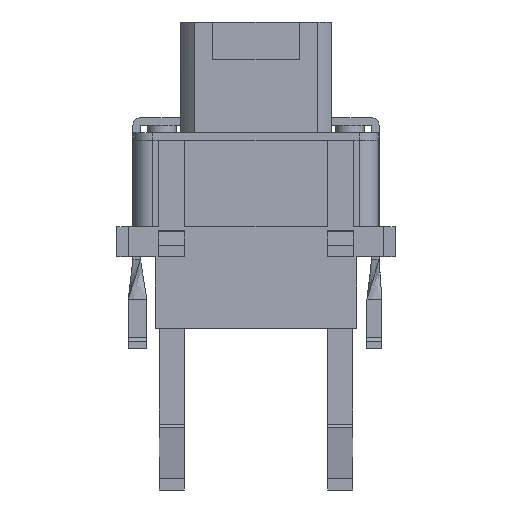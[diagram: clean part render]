
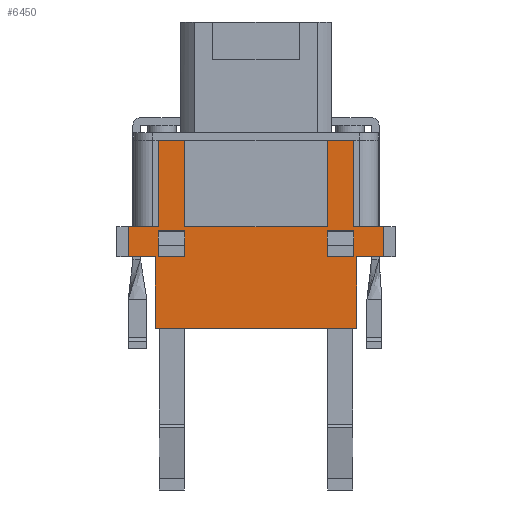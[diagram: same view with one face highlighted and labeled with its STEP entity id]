
A CAD part, front view. The second image highlights one B-rep face of the part: STEP entity #6450.
In plain terms, the highlighted planar face has unit normal (0, -1, 0).
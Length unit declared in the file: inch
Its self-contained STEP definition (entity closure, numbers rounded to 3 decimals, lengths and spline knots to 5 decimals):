
#39=FACE_BOUND('',#867,.T.);
#40=FACE_BOUND('',#868,.T.);
#203=PLANE('',#6912);
#487=FACE_OUTER_BOUND('',#866,.T.);
#866=EDGE_LOOP('',(#5132,#5133,#5134,#5135,#5136,#5137,#5138,#5139,#5140,
#5141,#5142,#5143,#5144,#5145,#5146,#5147));
#867=EDGE_LOOP('',(#5148,#5149,#5150,#5151));
#868=EDGE_LOOP('',(#5152,#5153,#5154,#5155));
#1372=LINE('',#9996,#2101);
#1398=LINE('',#10070,#2127);
#1426=LINE('',#10133,#2155);
#1427=LINE('',#10135,#2156);
#1428=LINE('',#10137,#2157);
#1442=LINE('',#10166,#2171);
#1444=LINE('',#10171,#2173);
#1445=LINE('',#10173,#2174);
#1446=LINE('',#10175,#2175);
#1447=LINE('',#10177,#2176);
#1448=LINE('',#10178,#2177);
#1449=LINE('',#10180,#2178);
#1450=LINE('',#10182,#2179);
#1451=LINE('',#10184,#2180);
#1452=LINE('',#10186,#2181);
#1453=LINE('',#10188,#2182);
#1454=LINE('',#10190,#2183);
#1455=LINE('',#10192,#2184);
#1456=LINE('',#10193,#2185);
#1457=LINE('',#10194,#2186);
#1458=LINE('',#10197,#2187);
#1459=LINE('',#10199,#2188);
#1460=LINE('',#10201,#2189);
#1461=LINE('',#10202,#2190);
#2101=VECTOR('',#7903,0.3937);
#2127=VECTOR('',#7977,0.3937);
#2155=VECTOR('',#8033,0.3937);
#2156=VECTOR('',#8036,0.3937);
#2157=VECTOR('',#8039,0.3937);
#2171=VECTOR('',#8061,0.3937);
#2173=VECTOR('',#8065,0.3937);
#2174=VECTOR('',#8066,0.3937);
#2175=VECTOR('',#8067,0.3937);
#2176=VECTOR('',#8068,0.3937);
#2177=VECTOR('',#8069,0.3937);
#2178=VECTOR('',#8070,0.3937);
#2179=VECTOR('',#8071,0.3937);
#2180=VECTOR('',#8072,0.3937);
#2181=VECTOR('',#8073,0.3937);
#2182=VECTOR('',#8074,0.3937);
#2183=VECTOR('',#8075,0.3937);
#2184=VECTOR('',#8076,0.3937);
#2185=VECTOR('',#8077,0.3937);
#2186=VECTOR('',#8078,0.3937);
#2187=VECTOR('',#8079,0.3937);
#2188=VECTOR('',#8080,0.3937);
#2189=VECTOR('',#8081,0.3937);
#2190=VECTOR('',#8082,0.3937);
#3001=VERTEX_POINT('',#9993);
#3002=VERTEX_POINT('',#9995);
#3024=VERTEX_POINT('',#10066);
#3026=VERTEX_POINT('',#10069);
#3046=VERTEX_POINT('',#10129);
#3047=VERTEX_POINT('',#10131);
#3057=VERTEX_POINT('',#10163);
#3058=VERTEX_POINT('',#10165);
#3059=VERTEX_POINT('',#10169);
#3060=VERTEX_POINT('',#10170);
#3061=VERTEX_POINT('',#10172);
#3062=VERTEX_POINT('',#10174);
#3063=VERTEX_POINT('',#10176);
#3064=VERTEX_POINT('',#10179);
#3065=VERTEX_POINT('',#10181);
#3066=VERTEX_POINT('',#10183);
#3067=VERTEX_POINT('',#10185);
#3068=VERTEX_POINT('',#10187);
#3069=VERTEX_POINT('',#10189);
#3070=VERTEX_POINT('',#10191);
#3071=VERTEX_POINT('',#10195);
#3072=VERTEX_POINT('',#10196);
#3073=VERTEX_POINT('',#10198);
#3074=VERTEX_POINT('',#10200);
#3720=EDGE_CURVE('',#3002,#3001,#1372,.T.);
#3754=EDGE_CURVE('',#3026,#3024,#1398,.T.);
#3786=EDGE_CURVE('',#3046,#3047,#1426,.T.);
#3787=EDGE_CURVE('',#3024,#3046,#1427,.T.);
#3788=EDGE_CURVE('',#3047,#3026,#1428,.T.);
#3802=EDGE_CURVE('',#3058,#3057,#1442,.T.);
#3804=EDGE_CURVE('',#3059,#3060,#1444,.T.);
#3805=EDGE_CURVE('',#3059,#3061,#1445,.T.);
#3806=EDGE_CURVE('',#3061,#3062,#1446,.T.);
#3807=EDGE_CURVE('',#3062,#3063,#1447,.T.);
#3808=EDGE_CURVE('',#3063,#3002,#1448,.T.);
#3809=EDGE_CURVE('',#3064,#3001,#1449,.T.);
#3810=EDGE_CURVE('',#3064,#3065,#1450,.T.);
#3811=EDGE_CURVE('',#3065,#3066,#1451,.T.);
#3812=EDGE_CURVE('',#3066,#3067,#1452,.T.);
#3813=EDGE_CURVE('',#3068,#3067,#1453,.T.);
#3814=EDGE_CURVE('',#3068,#3069,#1454,.T.);
#3815=EDGE_CURVE('',#3070,#3069,#1455,.T.);
#3816=EDGE_CURVE('',#3070,#3058,#1456,.T.);
#3817=EDGE_CURVE('',#3057,#3060,#1457,.T.);
#3818=EDGE_CURVE('',#3071,#3072,#1458,.T.);
#3819=EDGE_CURVE('',#3072,#3073,#1459,.T.);
#3820=EDGE_CURVE('',#3073,#3074,#1460,.T.);
#3821=EDGE_CURVE('',#3074,#3071,#1461,.T.);
#5132=ORIENTED_EDGE('',*,*,#3804,.F.);
#5133=ORIENTED_EDGE('',*,*,#3805,.T.);
#5134=ORIENTED_EDGE('',*,*,#3806,.T.);
#5135=ORIENTED_EDGE('',*,*,#3807,.T.);
#5136=ORIENTED_EDGE('',*,*,#3808,.T.);
#5137=ORIENTED_EDGE('',*,*,#3720,.T.);
#5138=ORIENTED_EDGE('',*,*,#3809,.F.);
#5139=ORIENTED_EDGE('',*,*,#3810,.T.);
#5140=ORIENTED_EDGE('',*,*,#3811,.T.);
#5141=ORIENTED_EDGE('',*,*,#3812,.T.);
#5142=ORIENTED_EDGE('',*,*,#3813,.F.);
#5143=ORIENTED_EDGE('',*,*,#3814,.T.);
#5144=ORIENTED_EDGE('',*,*,#3815,.F.);
#5145=ORIENTED_EDGE('',*,*,#3816,.T.);
#5146=ORIENTED_EDGE('',*,*,#3802,.T.);
#5147=ORIENTED_EDGE('',*,*,#3817,.T.);
#5148=ORIENTED_EDGE('',*,*,#3818,.T.);
#5149=ORIENTED_EDGE('',*,*,#3819,.T.);
#5150=ORIENTED_EDGE('',*,*,#3820,.T.);
#5151=ORIENTED_EDGE('',*,*,#3821,.T.);
#5152=ORIENTED_EDGE('',*,*,#3786,.T.);
#5153=ORIENTED_EDGE('',*,*,#3788,.T.);
#5154=ORIENTED_EDGE('',*,*,#3754,.T.);
#5155=ORIENTED_EDGE('',*,*,#3787,.T.);
#6450=ADVANCED_FACE('',(#487,#39,#40),#203,.T.);
#6912=AXIS2_PLACEMENT_3D('',#10168,#8063,#8064);
#7903=DIRECTION('',(-1.,0.,0.));
#7977=DIRECTION('',(1.,0.,0.));
#8033=DIRECTION('',(-1.,0.,0.));
#8036=DIRECTION('',(0.,0.,-1.));
#8039=DIRECTION('',(0.,0.,1.));
#8061=DIRECTION('',(0.,0.,-1.));
#8063=DIRECTION('center_axis',(0.,-1.,0.));
#8064=DIRECTION('ref_axis',(0.,0.,-1.));
#8065=DIRECTION('',(0.,0.,-1.));
#8066=DIRECTION('',(1.,0.,0.));
#8067=DIRECTION('',(0.,0.,1.));
#8068=DIRECTION('',(-1.,0.,0.));
#8069=DIRECTION('',(0.,0.,1.));
#8070=DIRECTION('',(0.,0.,1.));
#8071=DIRECTION('',(-1.,0.,0.));
#8072=DIRECTION('',(0.,0.,1.));
#8073=DIRECTION('',(-1.,0.,0.));
#8074=DIRECTION('',(0.,0.,1.));
#8075=DIRECTION('',(-1.,0.,0.));
#8076=DIRECTION('',(0.,0.,1.));
#8077=DIRECTION('',(1.,0.,0.));
#8078=DIRECTION('',(1.,0.,0.));
#8079=DIRECTION('',(-1.,0.,0.));
#8080=DIRECTION('',(0.,0.,1.));
#8081=DIRECTION('',(1.,0.,0.));
#8082=DIRECTION('',(0.,0.,-1.));
#9993=CARTESIAN_POINT('',(0.0748,-0.1378,0.12205));
#9995=CARTESIAN_POINT('',(0.10236,-0.1378,0.12205));
#9996=CARTESIAN_POINT('',(0.0748,-0.1378,0.12205));
#10066=CARTESIAN_POINT('',(-0.0748,-0.1378,0.01181));
#10069=CARTESIAN_POINT('',(-0.10236,-0.1378,0.01181));
#10070=CARTESIAN_POINT('',(0.01575,-0.1378,0.01181));
#10129=CARTESIAN_POINT('',(-0.0748,-0.1378,0.));
#10131=CARTESIAN_POINT('',(-0.10236,-0.1378,0.));
#10133=CARTESIAN_POINT('',(0.01575,-0.1378,0.));
#10135=CARTESIAN_POINT('',(-0.0748,-0.1378,0.00516));
#10137=CARTESIAN_POINT('',(-0.10236,-0.1378,0.00516));
#10163=CARTESIAN_POINT('',(-0.10531,-0.1378,-0.0748));
#10165=CARTESIAN_POINT('',(-0.10531,-0.1378,0.));
#10166=CARTESIAN_POINT('',(-0.10531,-0.1378,0.));
#10168=CARTESIAN_POINT('Origin',(0.13386,-0.1378,0.));
#10169=CARTESIAN_POINT('',(0.10531,-0.1378,0.));
#10170=CARTESIAN_POINT('',(0.10531,-0.1378,-0.0748));
#10171=CARTESIAN_POINT('',(0.10531,-0.1378,0.));
#10172=CARTESIAN_POINT('',(0.13386,-0.1378,0.));
#10173=CARTESIAN_POINT('',(-0.13386,-0.1378,0.));
#10174=CARTESIAN_POINT('',(0.13386,-0.1378,0.0315));
#10175=CARTESIAN_POINT('',(0.13386,-0.1378,0.));
#10176=CARTESIAN_POINT('',(0.10236,-0.1378,0.0315));
#10177=CARTESIAN_POINT('',(-0.13386,-0.1378,0.0315));
#10178=CARTESIAN_POINT('',(0.10236,-0.1378,0.0315));
#10179=CARTESIAN_POINT('',(0.0748,-0.1378,0.0315));
#10180=CARTESIAN_POINT('',(0.0748,-0.1378,0.0315));
#10181=CARTESIAN_POINT('',(-0.0748,-0.1378,0.0315));
#10182=CARTESIAN_POINT('',(-0.13386,-0.1378,0.0315));
#10183=CARTESIAN_POINT('',(-0.0748,-0.1378,0.12205));
#10184=CARTESIAN_POINT('',(-0.0748,-0.1378,0.0315));
#10185=CARTESIAN_POINT('',(-0.10236,-0.1378,0.12205));
#10186=CARTESIAN_POINT('',(-0.10236,-0.1378,0.12205));
#10187=CARTESIAN_POINT('',(-0.10236,-0.1378,0.0315));
#10188=CARTESIAN_POINT('',(-0.10236,-0.1378,0.0315));
#10189=CARTESIAN_POINT('',(-0.13386,-0.1378,0.0315));
#10190=CARTESIAN_POINT('',(-0.13386,-0.1378,0.0315));
#10191=CARTESIAN_POINT('',(-0.13386,-0.1378,0.));
#10192=CARTESIAN_POINT('',(-0.13386,-0.1378,0.));
#10193=CARTESIAN_POINT('',(-0.13386,-0.1378,0.));
#10194=CARTESIAN_POINT('',(0.10531,-0.1378,-0.0748));
#10195=CARTESIAN_POINT('',(0.10236,-0.1378,0.));
#10196=CARTESIAN_POINT('',(0.0748,-0.1378,0.));
#10197=CARTESIAN_POINT('',(0.11811,-0.1378,0.));
#10198=CARTESIAN_POINT('',(0.0748,-0.1378,0.01181));
#10199=CARTESIAN_POINT('',(0.0748,-0.1378,0.00516));
#10200=CARTESIAN_POINT('',(0.10236,-0.1378,0.01181));
#10201=CARTESIAN_POINT('',(0.11811,-0.1378,0.01181));
#10202=CARTESIAN_POINT('',(0.10236,-0.1378,0.00516));
